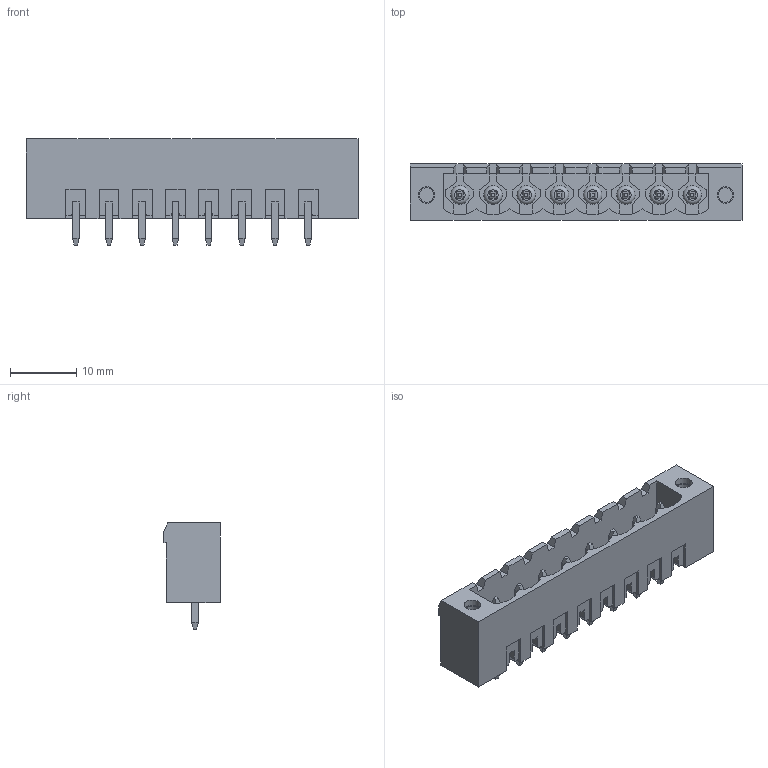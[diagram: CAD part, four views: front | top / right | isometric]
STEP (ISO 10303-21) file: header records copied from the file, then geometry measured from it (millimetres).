
FILE_DESCRIPTION( ( 'Unknown' ), '1' );
FILE_NAME( '691318700008.stp', 'Unknown', ( 'Unknown' ), ( 'Unknown' ), 'PSStep 14.0', 'Unknown', ' ' );
FILE_SCHEMA( ( 'AUTOMOTIVE_DESIGN { 1 0 10303 214 1 1 1 1 }' ) );
Length unit declared in the file: millimetre
Products named in the file (4): Assem1; 6913187000xx_PIN; 6913187000xx_INSERT; 691311700108
Assembly tree (11 placements, depth 2):
  Assem1
    6913187000xx_PIN  x8
    6913187000xx_INSERT  x2
    691311700108
Bounding box: 50 x 8.5 x 16 mm (x, y, z)
Volume: 2084.8 mm3; surface area: 5275.1 mm2
Topology: 11 solids, 11 shells, 464 faces, 1219 edges, 785 vertices
Faces by surface type: plane 428, cylinder 24, torus 12
Full cylindrical faces by diameter (mm): 2.2 x2, 2.5 x2, 2.8 x8
Entity records: 14282 total; most frequent: CARTESIAN_POINT 2234, ORIENTED_EDGE 1936, DIRECTION 1760, EDGE_CURVE 968, LINE 884, VECTOR 884, VERTEX_POINT 648, AXIS2_PLACEMENT_3D 438
